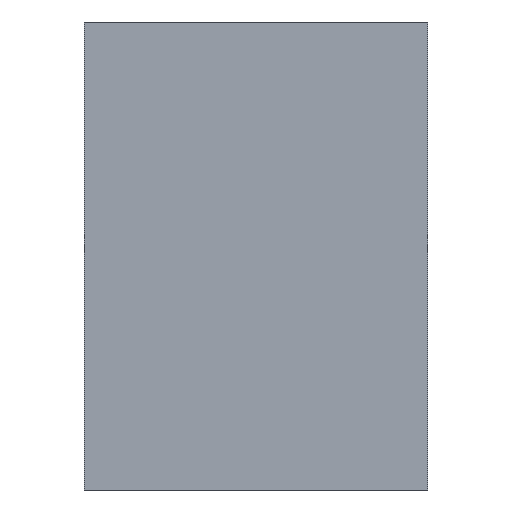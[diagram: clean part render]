
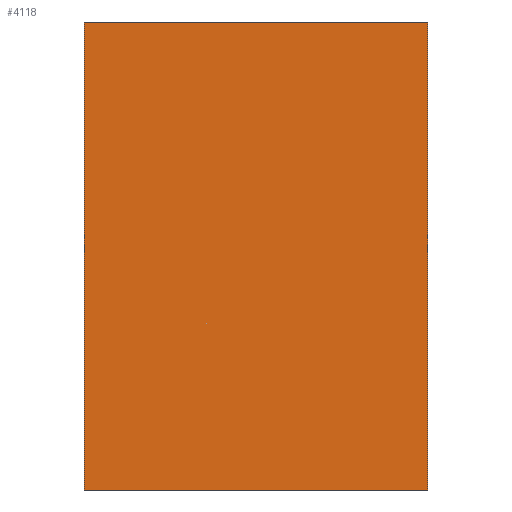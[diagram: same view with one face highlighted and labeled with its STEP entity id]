
A CAD part, front view. The second image highlights one B-rep face of the part: STEP entity #4118.
In plain terms, the highlighted planar face has unit normal (0, -1, 0).
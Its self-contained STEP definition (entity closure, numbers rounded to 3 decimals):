
#511 = CARTESIAN_POINT ( 'NONE',  ( 0., 0., 0. ) ) ;
#880 = VERTEX_POINT ( 'NONE', #6873 ) ;
#964 = DIRECTION ( 'NONE',  ( 0., 0., -1. ) ) ;
#1142 = AXIS2_PLACEMENT_3D ( 'NONE', #511, #4279, #3085 ) ;
#1264 = CARTESIAN_POINT ( 'NONE',  ( -5.5, 0., 7.5 ) ) ;
#1287 = DIRECTION ( 'NONE',  ( 1., 0., 0. ) ) ;
#1989 = CARTESIAN_POINT ( 'NONE',  ( -5.5, 0., 7.5 ) ) ;
#2029 = EDGE_CURVE ( 'NONE', #7613, #5225, #5934, .T. ) ;
#2142 = EDGE_CURVE ( 'NONE', #5225, #880, #5114, .T. ) ;
#2189 = CARTESIAN_POINT ( 'NONE',  ( -5.5, 0., -7.5 ) ) ;
#2252 = EDGE_CURVE ( 'NONE', #5082, #7613, #2621, .T. ) ;
#2437 = LINE ( 'NONE', #4161, #3314 ) ;
#2621 = LINE ( 'NONE', #7432, #7480 ) ;
#2934 = DIRECTION ( 'NONE',  ( -1., 0., 0. ) ) ;
#3085 = DIRECTION ( 'NONE',  ( 0., 0., 1. ) ) ;
#3314 = VECTOR ( 'NONE', #2934, 1000. ) ;
#3465 = VECTOR ( 'NONE', #964, 1000. ) ;
#3575 = ORIENTED_EDGE ( 'NONE', *, *, #2029, .F. ) ;
#4118 = ADVANCED_FACE ( 'NONE', ( #5821 ), #5572, .F. ) ;
#4161 = CARTESIAN_POINT ( 'NONE',  ( -5.5, 0., -7.5 ) ) ;
#4279 = DIRECTION ( 'NONE',  ( 0., 1., 0. ) ) ;
#4329 = EDGE_CURVE ( 'NONE', #880, #5082, #2437, .T. ) ;
#4706 = CARTESIAN_POINT ( 'NONE',  ( 5.5, 0., -7.5 ) ) ;
#4957 = DIRECTION ( 'NONE',  ( 0., 0., 1. ) ) ;
#5082 = VERTEX_POINT ( 'NONE', #2189 ) ;
#5114 = LINE ( 'NONE', #4706, #3465 ) ;
#5225 = VERTEX_POINT ( 'NONE', #6784 ) ;
#5572 = PLANE ( 'NONE',  #1142 ) ;
#5645 = ORIENTED_EDGE ( 'NONE', *, *, #2142, .F. ) ;
#5821 = FACE_OUTER_BOUND ( 'NONE', #5847, .T. ) ;
#5847 = EDGE_LOOP ( 'NONE', ( #5645, #3575, #8123, #5849 ) ) ;
#5849 = ORIENTED_EDGE ( 'NONE', *, *, #4329, .F. ) ;
#5934 = LINE ( 'NONE', #1989, #6134 ) ;
#6134 = VECTOR ( 'NONE', #1287, 1000. ) ;
#6784 = CARTESIAN_POINT ( 'NONE',  ( 5.5, 0., 7.5 ) ) ;
#6873 = CARTESIAN_POINT ( 'NONE',  ( 5.5, 0., -7.5 ) ) ;
#7432 = CARTESIAN_POINT ( 'NONE',  ( -5.5, 0., -7.5 ) ) ;
#7480 = VECTOR ( 'NONE', #4957, 1000. ) ;
#7613 = VERTEX_POINT ( 'NONE', #1264 ) ;
#8123 = ORIENTED_EDGE ( 'NONE', *, *, #2252, .F. ) ;
